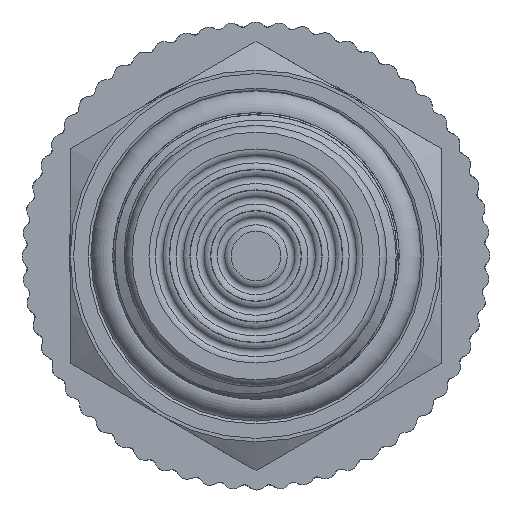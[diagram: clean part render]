
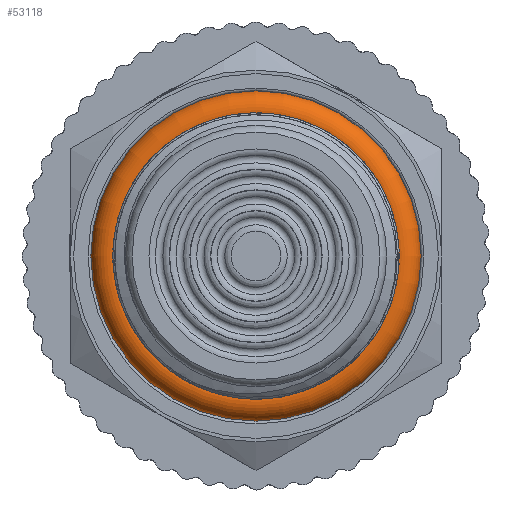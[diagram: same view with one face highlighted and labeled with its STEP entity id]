
A CAD part, left-side view. The second image highlights one B-rep face of the part: STEP entity #53118.
In plain terms, the highlighted toroidal (fillet/blend) face has major radius 10.6 mm and minor radius 1.4 mm.
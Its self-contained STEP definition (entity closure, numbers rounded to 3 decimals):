
#925=TOROIDAL_SURFACE('',#57299,10.6,1.4);
#5856=FACE_OUTER_BOUND('',#8685,.T.);
#8685=EDGE_LOOP('',(#49575,#49576,#49577,#49578));
#9579=CIRCLE('',#57300,1.4);
#9580=CIRCLE('',#57301,9.2);
#25446=VERTEX_POINT('',#116647);
#33489=EDGE_CURVE('',#25446,#25446,#9579,.T.);
#33490=EDGE_CURVE('',#25446,#25446,#9580,.T.);
#49575=ORIENTED_EDGE('',*,*,#33489,.F.);
#49576=ORIENTED_EDGE('',*,*,#33490,.T.);
#49577=ORIENTED_EDGE('',*,*,#33489,.T.);
#49578=ORIENTED_EDGE('',*,*,#33490,.F.);
#53118=ADVANCED_FACE('',(#5856),#925,.T.);
#57299=AXIS2_PLACEMENT_3D('',#116646,#69823,#69824);
#57300=AXIS2_PLACEMENT_3D('',#116648,#69825,#69826);
#57301=AXIS2_PLACEMENT_3D('',#116649,#69827,#69828);
#69823=DIRECTION('center_axis',(1.,0.,0.));
#69824=DIRECTION('ref_axis',(0.,0.,-1.));
#69825=DIRECTION('center_axis',(0.,-1.,0.));
#69826=DIRECTION('ref_axis',(0.,0.,1.));
#69827=DIRECTION('center_axis',(-1.,0.,0.));
#69828=DIRECTION('ref_axis',(0.,0.,-1.));
#116646=CARTESIAN_POINT('Origin',(20.7,0.,0.));
#116647=CARTESIAN_POINT('',(20.7,0.,9.2));
#116648=CARTESIAN_POINT('Origin',(20.7,0.,10.6));
#116649=CARTESIAN_POINT('Origin',(20.7,0.,0.));
